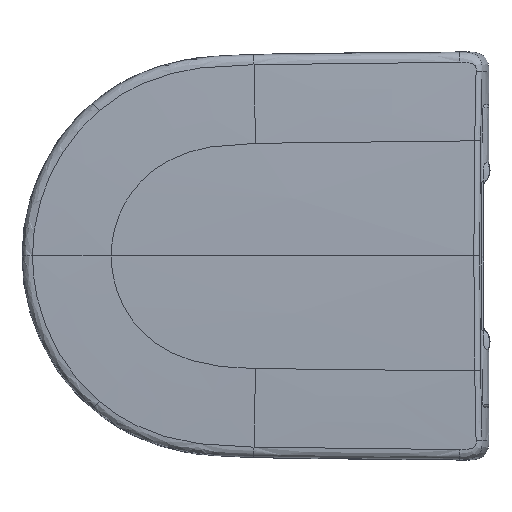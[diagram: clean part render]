
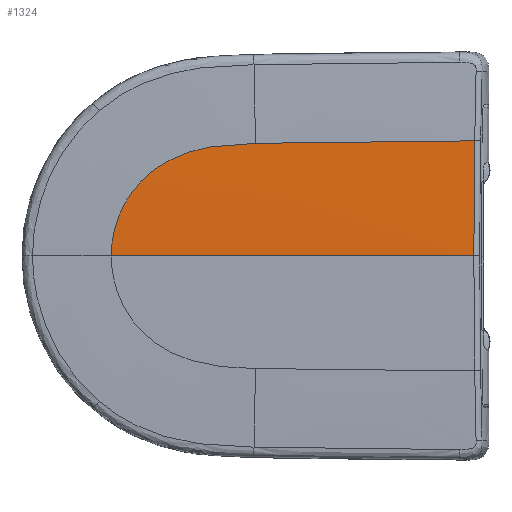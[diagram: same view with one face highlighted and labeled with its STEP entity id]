
A CAD part, top view. The second image highlights one B-rep face of the part: STEP entity #1324.
In plain terms, the highlighted free-form (B-spline) face has degree [2, 2] with [3, 3] control points.
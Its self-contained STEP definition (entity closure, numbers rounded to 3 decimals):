
#428=B_SPLINE_SURFACE_WITH_KNOTS('',2,2,((#13750,#13751,#13752),(#13753,
#13754,#13755),(#13756,#13757,#13758)),.UNSPECIFIED.,.F.,.F.,.F.,(3,3),
(3,3),(0.,1.),(0.,1.),.UNSPECIFIED.);
#823=FACE_OUTER_BOUND('',#2594,.T.);
#1324=ADVANCED_FACE('trim region',(#823),#428,.T.);
#1872=B_SPLINE_CURVE_WITH_KNOTS('',3,(#10904,#10905,#10906,#10907),
 .UNSPECIFIED.,.F.,.F.,(4,4),(0.,1.),.UNSPECIFIED.);
#1898=B_SPLINE_CURVE_WITH_KNOTS('',3,(#13597,#13598,#13599,#13600,#13601,
#13602,#13603,#13604,#13605,#13606,#13607,#13608,#13609,#13610,#13611,#13612,
#13613,#13614,#13615,#13616,#13617,#13618,#13619,#13620,#13621,#13622,#13623,
#13624,#13625,#13626,#13627,#13628,#13629,#13630,#13631,#13632,#13633,#13634,
#13635,#13636,#13637,#13638,#13639,#13640,#13641,#13642,#13643,#13644,#13645,
#13646,#13647,#13648,#13649,#13650,#13651,#13652,#13653,#13654,#13655,#13656,
#13657,#13658,#13659,#13660,#13661,#13662,#13663,#13664),.UNSPECIFIED.,
 .F.,.F.,(4,2,1,1,1,2,2,1,1,2,2,1,1,2,2,2,1,1,2,2,2,1,1,1,2,2,1,1,1,2,2,
1,1,1,2,2,2,2,2,2,2,2,4),(0.,0.016,0.023,0.027,
0.029,0.03,0.031,0.047,
0.055,0.059,0.063,0.094,
0.109,0.117,0.125,0.188,
0.219,0.234,0.242,0.25,
0.313,0.344,0.359,0.367,
0.371,0.375,0.438,0.469,
0.484,0.492,0.5,0.563,
0.594,0.609,0.617,0.625,
0.688,0.719,0.75,0.813,
0.844,0.875,1.),.UNSPECIFIED.);
#1899=B_SPLINE_CURVE_WITH_KNOTS('',3,(#13698,#13699,#13700,#13701),
 .UNSPECIFIED.,.F.,.F.,(4,4),(0.,1.),.UNSPECIFIED.);
#2594=EDGE_LOOP('',(#3792,#3793,#3794,#3795));
#3131=(
BOUNDED_CURVE()
B_SPLINE_CURVE(2,(#13747,#13748,#13749),.UNSPECIFIED.,.F.,.F.)
B_SPLINE_CURVE_WITH_KNOTS((3,3),(0.,1.),.UNSPECIFIED.)
CURVE()
GEOMETRIC_REPRESENTATION_ITEM()
RATIONAL_B_SPLINE_CURVE((1.,1.,1.))
REPRESENTATION_ITEM('')
);
#3792=ORIENTED_EDGE('',*,*,#6973,.T.);
#3793=ORIENTED_EDGE('',*,*,#6971,.T.);
#3794=ORIENTED_EDGE('',*,*,#6976,.T.);
#3795=ORIENTED_EDGE('',*,*,#6902,.T.);
#6093=VERTEX_POINT('',#10843);
#6095=VERTEX_POINT('',#10908);
#6127=VERTEX_POINT('',#13596);
#6128=VERTEX_POINT('',#13665);
#6902=EDGE_CURVE('Edge Curve',#6095,#6093,#1872,.T.);
#6971=EDGE_CURVE('Edge Curve',#6128,#6127,#1898,.T.);
#6973=EDGE_CURVE('Edge Curve',#6093,#6128,#1899,.T.);
#6976=EDGE_CURVE('',#6127,#6095,#3131,.T.);
#10843=CARTESIAN_POINT('',(2.711,103.901,25.613));
#10904=CARTESIAN_POINT('',(1.902,0.,27.));
#10905=CARTESIAN_POINT('',(1.902,33.404,27.));
#10906=CARTESIAN_POINT('',(2.172,68.038,26.571));
#10907=CARTESIAN_POINT('',(2.711,103.901,25.614));
#10908=CARTESIAN_POINT('',(1.902,0.,27.));
#13596=CARTESIAN_POINT('',(-325.384,0.,24.46));
#13597=CARTESIAN_POINT('',(-195.209,101.673,24.99));
#13598=CARTESIAN_POINT('',(-197.075,101.633,24.977));
#13599=CARTESIAN_POINT('',(-198.743,101.594,24.966));
#13600=CARTESIAN_POINT('',(-200.949,101.537,24.95));
#13601=CARTESIAN_POINT('',(-201.978,101.51,24.943));
#13602=CARTESIAN_POINT('',(-203.048,101.478,24.936));
#13603=CARTESIAN_POINT('',(-203.551,101.462,24.932));
#13604=CARTESIAN_POINT('',(-203.759,101.456,24.931));
#13605=CARTESIAN_POINT('',(-203.897,101.451,24.93));
#13606=CARTESIAN_POINT('',(-203.931,101.45,24.929));
#13607=CARTESIAN_POINT('',(-205.645,101.394,24.917));
#13608=CARTESIAN_POINT('',(-207.963,101.305,24.901));
#13609=CARTESIAN_POINT('',(-210.492,101.183,24.884));
#13610=CARTESIAN_POINT('',(-211.539,101.127,24.877));
#13611=CARTESIAN_POINT('',(-212.228,101.089,24.872));
#13612=CARTESIAN_POINT('',(-212.515,101.073,24.87));
#13613=CARTESIAN_POINT('',(-216.02,100.865,24.846));
#13614=CARTESIAN_POINT('',(-220.527,100.514,24.816));
#13615=CARTESIAN_POINT('',(-225.495,99.978,24.784));
#13616=CARTESIAN_POINT('',(-227.562,99.72,24.772));
#13617=CARTESIAN_POINT('',(-228.927,99.543,24.763));
#13618=CARTESIAN_POINT('',(-229.568,99.456,24.759));
#13619=CARTESIAN_POINT('',(-235.888,98.559,24.721));
#13620=CARTESIAN_POINT('',(-241.268,97.513,24.692));
#13621=CARTESIAN_POINT('',(-248.982,95.573,24.653));
#13622=CARTESIAN_POINT('',(-252.749,94.51,24.635));
#13623=CARTESIAN_POINT('',(-256.989,93.108,24.617));
#13624=CARTESIAN_POINT('',(-258.772,92.472,24.609));
#13625=CARTESIAN_POINT('',(-259.954,92.04,24.604));
#13626=CARTESIAN_POINT('',(-260.588,91.802,24.602));
#13627=CARTESIAN_POINT('',(-265.417,89.951,24.582));
#13628=CARTESIAN_POINT('',(-269.523,88.094,24.568));
#13629=CARTESIAN_POINT('',(-275.401,84.992,24.549));
#13630=CARTESIAN_POINT('',(-278.27,83.362,24.54));
#13631=CARTESIAN_POINT('',(-281.495,81.321,24.532));
#13632=CARTESIAN_POINT('',(-283.077,80.266,24.528));
#13633=CARTESIAN_POINT('',(-283.748,79.806,24.526));
#13634=CARTESIAN_POINT('',(-284.194,79.498,24.525));
#13635=CARTESIAN_POINT('',(-284.448,79.322,24.524));
#13636=CARTESIAN_POINT('',(-287.686,77.047,24.516));
#13637=CARTESIAN_POINT('',(-292.028,73.617,24.506));
#13638=CARTESIAN_POINT('',(-296.69,69.235,24.497));
#13639=CARTESIAN_POINT('',(-298.921,66.948,24.494));
#13640=CARTESIAN_POINT('',(-299.855,65.948,24.492));
#13641=CARTESIAN_POINT('',(-300.473,65.277,24.491));
#13642=CARTESIAN_POINT('',(-300.816,64.899,24.49));
#13643=CARTESIAN_POINT('',(-303.232,62.196,24.486));
#13644=CARTESIAN_POINT('',(-306.254,58.446,24.482));
#13645=CARTESIAN_POINT('',(-309.43,53.813,24.478));
#13646=CARTESIAN_POINT('',(-310.931,51.432,24.476));
#13647=CARTESIAN_POINT('',(-311.555,50.398,24.475));
#13648=CARTESIAN_POINT('',(-311.967,49.706,24.475));
#13649=CARTESIAN_POINT('',(-312.19,49.326,24.474));
#13650=CARTESIAN_POINT('',(-313.841,46.468,24.472));
#13651=CARTESIAN_POINT('',(-315.188,43.866,24.471));
#13652=CARTESIAN_POINT('',(-317.028,39.871,24.469));
#13653=CARTESIAN_POINT('',(-317.611,38.524,24.468));
#13654=CARTESIAN_POINT('',(-318.717,35.798,24.467));
#13655=CARTESIAN_POINT('',(-319.258,34.367,24.466));
#13656=CARTESIAN_POINT('',(-320.679,30.345,24.465));
#13657=CARTESIAN_POINT('',(-321.508,27.63,24.464));
#13658=CARTESIAN_POINT('',(-322.575,23.505,24.463));
#13659=CARTESIAN_POINT('',(-322.901,22.122,24.463));
#13660=CARTESIAN_POINT('',(-323.493,19.338,24.462));
#13661=CARTESIAN_POINT('',(-323.767,17.901,24.462));
#13662=CARTESIAN_POINT('',(-324.922,11.042,24.461));
#13663=CARTESIAN_POINT('',(-325.384,5.532,24.46));
#13664=CARTESIAN_POINT('',(-325.384,0.,24.46));
#13665=CARTESIAN_POINT('',(-195.209,101.673,24.99));
#13698=CARTESIAN_POINT('',(2.711,103.901,25.614));
#13699=CARTESIAN_POINT('',(-76.726,103.548,25.659));
#13700=CARTESIAN_POINT('',(-142.699,102.805,25.35));
#13701=CARTESIAN_POINT('',(-195.209,101.673,24.99));
#13747=CARTESIAN_POINT('',(-325.384,0.,24.46));
#13748=CARTESIAN_POINT('',(-161.741,0.,27.015));
#13749=CARTESIAN_POINT('',(1.902,0.,27.));
#13750=CARTESIAN_POINT('',(-327.353,0.,24.429));
#13751=CARTESIAN_POINT('',(-327.353,52.262,24.429));
#13752=CARTESIAN_POINT('',(-327.353,104.524,23.637));
#13753=CARTESIAN_POINT('',(-161.337,0.,27.037));
#13754=CARTESIAN_POINT('',(-161.337,52.262,27.037));
#13755=CARTESIAN_POINT('',(-161.337,104.524,25.683));
#13756=CARTESIAN_POINT('',(4.68,0.,26.999));
#13757=CARTESIAN_POINT('',(4.68,52.262,26.999));
#13758=CARTESIAN_POINT('',(4.68,104.524,25.596));
